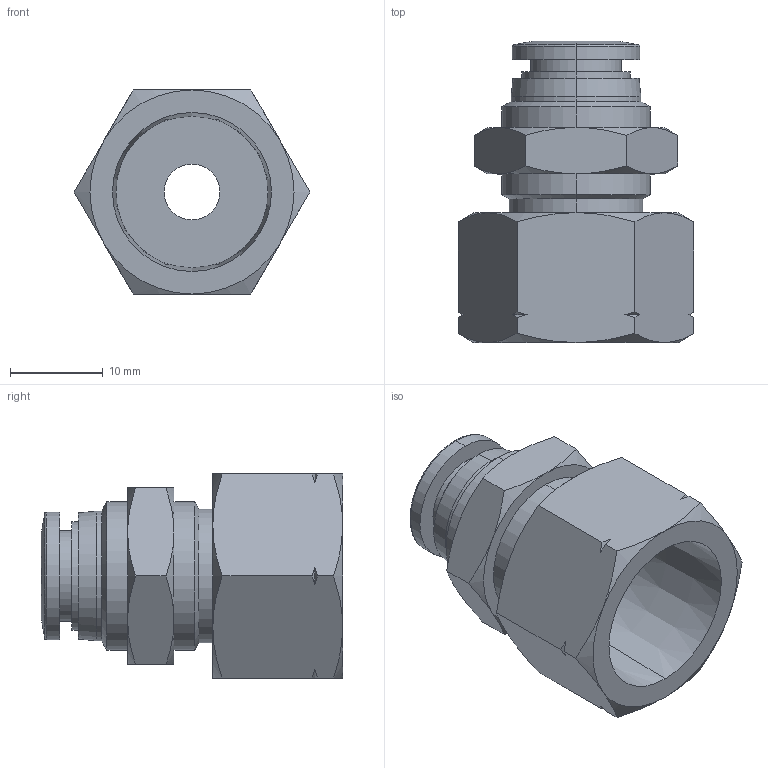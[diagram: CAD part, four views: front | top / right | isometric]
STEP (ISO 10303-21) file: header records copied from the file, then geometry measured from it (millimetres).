
FILE_DESCRIPTION (( 'STEP AP203' ), '1' );
FILE_NAME ('FB516-38N.step', '2016-02-15T19:59:53', ( '' ), ( '' ), 'SwSTEP 2.0', 'SolidWorks 2015', '' );
FILE_SCHEMA (( 'CONFIG_CONTROL_DESIGN' ));
Length unit declared in the file: inch
Products named in the file (1): FB516-38N
Bounding box: 25.4 x 32.5 x 22 mm (x, y, z)
Volume: 5839.3 mm3; surface area: 4226 mm2
Topology: 1 solids, 1 shells, 91 faces, 202 edges, 120 vertices
Faces by surface type: cone 48, plane 21, cylinder 18, bspline 4
Entity records: 2781 total; most frequent: CARTESIAN_POINT 786, ORIENTED_EDGE 404, DIRECTION 388, EDGE_CURVE 202, AXIS2_PLACEMENT_3D 170, VERTEX_POINT 120, EDGE_LOOP 100, FACE_OUTER_BOUND 91
